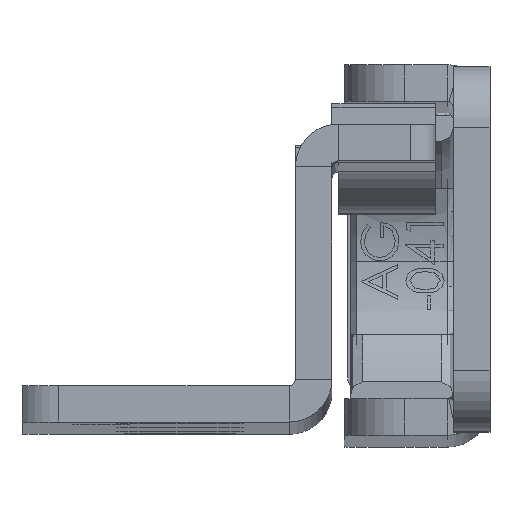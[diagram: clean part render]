
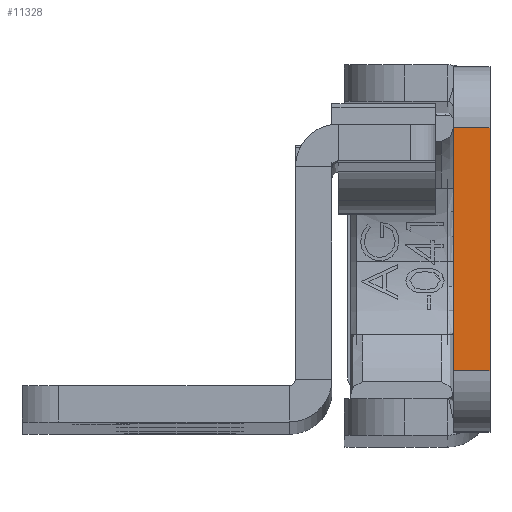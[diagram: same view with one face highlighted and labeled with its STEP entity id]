
A CAD part, top view. The second image highlights one B-rep face of the part: STEP entity #11328.
In plain terms, the highlighted planar face has unit normal (0, 0, 1).
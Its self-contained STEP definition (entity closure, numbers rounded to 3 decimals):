
#402 = LINE ( 'NONE', #6486, #9647 ) ;
#886 = CARTESIAN_POINT ( 'NONE',  ( -3., 10., 0. ) ) ;
#1394 = VECTOR ( 'NONE', #10123, 1000. ) ;
#1981 = ORIENTED_EDGE ( 'NONE', *, *, #8599, .F. ) ;
#2273 = EDGE_LOOP ( 'NONE', ( #11041, #1981, #6410, #11993 ) ) ;
#2613 = DIRECTION ( 'NONE',  ( 1., 0., 0. ) ) ;
#2892 = VECTOR ( 'NONE', #9704, 1000. ) ;
#3566 = VERTEX_POINT ( 'NONE', #7930 ) ;
#3603 = FACE_OUTER_BOUND ( 'NONE', #2273, .T. ) ;
#3666 = PLANE ( 'NONE',  #11417 ) ;
#3703 = CARTESIAN_POINT ( 'NONE',  ( -3., 10., 0. ) ) ;
#4582 = CARTESIAN_POINT ( 'NONE',  ( -3., -22.5, 0. ) ) ;
#5660 = DIRECTION ( 'NONE',  ( 0., 0., -1. ) ) ;
#6099 = CARTESIAN_POINT ( 'NONE',  ( -3., -10., 0. ) ) ;
#6410 = ORIENTED_EDGE ( 'NONE', *, *, #8705, .F. ) ;
#6486 = CARTESIAN_POINT ( 'NONE',  ( 0., -22.5, 0. ) ) ;
#6742 = CARTESIAN_POINT ( 'NONE',  ( -3., -22.5, 0. ) ) ;
#7724 = LINE ( 'NONE', #6742, #8498 ) ;
#7930 = CARTESIAN_POINT ( 'NONE',  ( 0., -10., 0. ) ) ;
#8387 = VERTEX_POINT ( 'NONE', #10982 ) ;
#8492 = EDGE_CURVE ( 'NONE', #8387, #3566, #11176, .T. ) ;
#8498 = VECTOR ( 'NONE', #10772, 1000. ) ;
#8599 = EDGE_CURVE ( 'NONE', #10835, #3566, #402, .T. ) ;
#8705 = EDGE_CURVE ( 'NONE', #9090, #10835, #10760, .T. ) ;
#9090 = VERTEX_POINT ( 'NONE', #886 ) ;
#9647 = VECTOR ( 'NONE', #10516, 1000. ) ;
#9704 = DIRECTION ( 'NONE',  ( 1., 0., 0. ) ) ;
#9751 = CARTESIAN_POINT ( 'NONE',  ( 0., 10., 0. ) ) ;
#10123 = DIRECTION ( 'NONE',  ( 1., 0., 0. ) ) ;
#10516 = DIRECTION ( 'NONE',  ( 0., -1., 0. ) ) ;
#10760 = LINE ( 'NONE', #3703, #2892 ) ;
#10772 = DIRECTION ( 'NONE',  ( 0., -1., 0. ) ) ;
#10835 = VERTEX_POINT ( 'NONE', #9751 ) ;
#10982 = CARTESIAN_POINT ( 'NONE',  ( -3., -10., 0. ) ) ;
#11041 = ORIENTED_EDGE ( 'NONE', *, *, #8492, .T. ) ;
#11176 = LINE ( 'NONE', #6099, #1394 ) ;
#11328 = ADVANCED_FACE ( 'NONE', ( #3603 ), #3666, .F. ) ;
#11417 = AXIS2_PLACEMENT_3D ( 'NONE', #4582, #5660, #2613 ) ;
#11805 = EDGE_CURVE ( 'NONE', #9090, #8387, #7724, .T. ) ;
#11993 = ORIENTED_EDGE ( 'NONE', *, *, #11805, .T. ) ;
